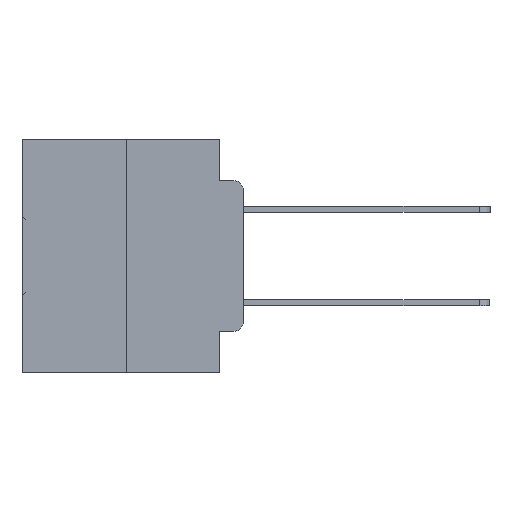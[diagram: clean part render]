
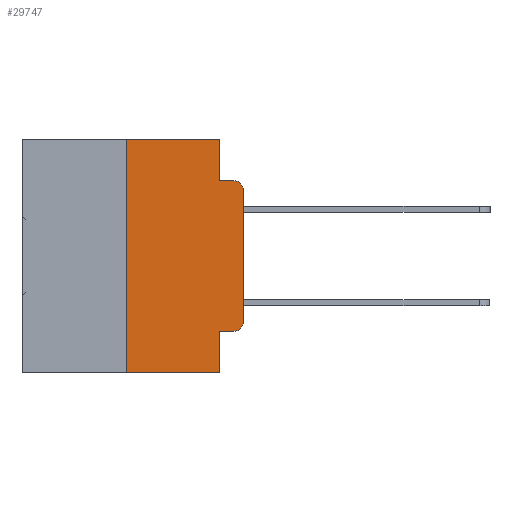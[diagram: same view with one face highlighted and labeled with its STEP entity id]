
A CAD part, left-side view. The second image highlights one B-rep face of the part: STEP entity #29747.
In plain terms, the highlighted planar face has unit normal (-1, 0, 0).
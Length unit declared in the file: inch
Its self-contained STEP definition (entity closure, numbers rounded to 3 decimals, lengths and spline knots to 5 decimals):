
#533 = DIRECTION ( 'NONE',  ( 0., -1., 0. ) ) ;
#1540 = VERTEX_POINT ( 'NONE', #28424 ) ;
#1553 = EDGE_CURVE ( 'NONE', #31748, #17216, #20400, .T. ) ;
#1831 = ORIENTED_EDGE ( 'NONE', *, *, #24523, .F. ) ;
#2058 = CIRCLE ( 'NONE', #32280, 0.02 ) ;
#2093 = EDGE_CURVE ( 'NONE', #3133, #1540, #9343, .T. ) ;
#2222 = CARTESIAN_POINT ( 'NONE',  ( 0., 0.051, 0. ) ) ;
#2433 = DIRECTION ( 'NONE',  ( -1., 0., 0. ) ) ;
#2810 = EDGE_LOOP ( 'NONE', ( #24862, #29451, #3861, #23011, #1831, #24600, #11917, #19267, #9869, #3462 ) ) ;
#3133 = VERTEX_POINT ( 'NONE', #8182 ) ;
#3462 = ORIENTED_EDGE ( 'NONE', *, *, #1553, .T. ) ;
#3861 = ORIENTED_EDGE ( 'NONE', *, *, #30300, .F. ) ;
#4233 = PLANE ( 'NONE',  #24569 ) ;
#4893 = LINE ( 'NONE', #13455, #31663 ) ;
#5747 = VECTOR ( 'NONE', #22186, 39.37008 ) ;
#6843 = DIRECTION ( 'NONE',  ( 1., 0., 0. ) ) ;
#7519 = CARTESIAN_POINT ( 'NONE',  ( 0., 0.25, 0. ) ) ;
#8182 = CARTESIAN_POINT ( 'NONE',  ( 0., 0.051, 0. ) ) ;
#9136 = CARTESIAN_POINT ( 'NONE',  ( 0., 0., -0.3915 ) ) ;
#9343 = LINE ( 'NONE', #2222, #15432 ) ;
#9647 = VECTOR ( 'NONE', #26579, 39.37008 ) ;
#9856 = FACE_OUTER_BOUND ( 'NONE', #2810, .T. ) ;
#9869 = ORIENTED_EDGE ( 'NONE', *, *, #30744, .T. ) ;
#11295 = LINE ( 'NONE', #26997, #17438 ) ;
#11917 = ORIENTED_EDGE ( 'NONE', *, *, #24220, .T. ) ;
#12824 = CARTESIAN_POINT ( 'NONE',  ( 0., 0.02, -0.4115 ) ) ;
#13455 = CARTESIAN_POINT ( 'NONE',  ( 0., 0.051, -0.4115 ) ) ;
#13907 = VERTEX_POINT ( 'NONE', #31801 ) ;
#14015 = DIRECTION ( 'NONE',  ( 0., 0., 1. ) ) ;
#15432 = VECTOR ( 'NONE', #28709, 39.37008 ) ;
#15851 = CARTESIAN_POINT ( 'NONE',  ( 0., 0.473, -0.5 ) ) ;
#16128 = CARTESIAN_POINT ( 'NONE',  ( 0., 0.25, 0. ) ) ;
#16471 = VERTEX_POINT ( 'NONE', #31820 ) ;
#17216 = VERTEX_POINT ( 'NONE', #9136 ) ;
#17438 = VECTOR ( 'NONE', #14015, 39.37008 ) ;
#17476 = VECTOR ( 'NONE', #19723, 39.37008 ) ;
#18008 = CARTESIAN_POINT ( 'NONE',  ( 0., 0.02, -0.1085 ) ) ;
#18431 = EDGE_CURVE ( 'NONE', #17216, #16471, #11295, .T. ) ;
#18513 = VERTEX_POINT ( 'NONE', #22140 ) ;
#19069 = LINE ( 'NONE', #32067, #24367 ) ;
#19267 = ORIENTED_EDGE ( 'NONE', *, *, #24924, .F. ) ;
#19553 = CARTESIAN_POINT ( 'NONE',  ( 0., 0.051, -0.0885 ) ) ;
#19620 = LINE ( 'NONE', #19553, #5747 ) ;
#19723 = DIRECTION ( 'NONE',  ( 0., -1., 0. ) ) ;
#20400 = CIRCLE ( 'NONE', #20712, 0.02 ) ;
#20597 = VERTEX_POINT ( 'NONE', #7519 ) ;
#20643 = DIRECTION ( 'NONE',  ( 0., 0., -1. ) ) ;
#20712 = AXIS2_PLACEMENT_3D ( 'NONE', #27991, #21518, #29392 ) ;
#21518 = DIRECTION ( 'NONE',  ( -1., 0., 0. ) ) ;
#22140 = CARTESIAN_POINT ( 'NONE',  ( 0., 0.051, -0.4115 ) ) ;
#22186 = DIRECTION ( 'NONE',  ( 0., -1., 0. ) ) ;
#22469 = CARTESIAN_POINT ( 'NONE',  ( 0., 0.473, 0. ) ) ;
#23011 = ORIENTED_EDGE ( 'NONE', *, *, #2093, .F. ) ;
#23723 = DIRECTION ( 'NONE',  ( 0., -1., 0. ) ) ;
#24220 = EDGE_CURVE ( 'NONE', #25690, #13907, #33188, .T. ) ;
#24367 = VECTOR ( 'NONE', #24374, 39.37008 ) ;
#24374 = DIRECTION ( 'NONE',  ( 0., 0., -1. ) ) ;
#24523 = EDGE_CURVE ( 'NONE', #20597, #3133, #31196, .T. ) ;
#24569 = AXIS2_PLACEMENT_3D ( 'NONE', #22469, #6843, #25053 ) ;
#24600 = ORIENTED_EDGE ( 'NONE', *, *, #25435, .F. ) ;
#24862 = ORIENTED_EDGE ( 'NONE', *, *, #18431, .T. ) ;
#24924 = EDGE_CURVE ( 'NONE', #18513, #13907, #19069, .T. ) ;
#25053 = DIRECTION ( 'NONE',  ( 0., 0., -1. ) ) ;
#25435 = EDGE_CURVE ( 'NONE', #25690, #20597, #30343, .T. ) ;
#25690 = VERTEX_POINT ( 'NONE', #30138 ) ;
#26579 = DIRECTION ( 'NONE',  ( 0., 0., 1. ) ) ;
#26981 = CARTESIAN_POINT ( 'NONE',  ( 0., 0.02, -0.0885 ) ) ;
#26997 = CARTESIAN_POINT ( 'NONE',  ( 0., 0., 0. ) ) ;
#27440 = CARTESIAN_POINT ( 'NONE',  ( 0., 0.473, 0. ) ) ;
#27991 = CARTESIAN_POINT ( 'NONE',  ( 0., 0.02, -0.3915 ) ) ;
#28424 = CARTESIAN_POINT ( 'NONE',  ( 0., 0.051, -0.0885 ) ) ;
#28709 = DIRECTION ( 'NONE',  ( 0., 0., -1. ) ) ;
#29392 = DIRECTION ( 'NONE',  ( 0., 0., -1. ) ) ;
#29451 = ORIENTED_EDGE ( 'NONE', *, *, #31113, .T. ) ;
#29610 = VERTEX_POINT ( 'NONE', #26981 ) ;
#29747 = ADVANCED_FACE ( 'NONE', ( #9856 ), #4233, .F. ) ;
#30138 = CARTESIAN_POINT ( 'NONE',  ( 0., 0.25, -0.5 ) ) ;
#30300 = EDGE_CURVE ( 'NONE', #1540, #29610, #19620, .T. ) ;
#30343 = LINE ( 'NONE', #16128, #9647 ) ;
#30744 = EDGE_CURVE ( 'NONE', #18513, #31748, #4893, .T. ) ;
#31113 = EDGE_CURVE ( 'NONE', #16471, #29610, #2058, .T. ) ;
#31196 = LINE ( 'NONE', #27440, #17476 ) ;
#31663 = VECTOR ( 'NONE', #533, 39.37008 ) ;
#31748 = VERTEX_POINT ( 'NONE', #12824 ) ;
#31801 = CARTESIAN_POINT ( 'NONE',  ( 0., 0.051, -0.5 ) ) ;
#31820 = CARTESIAN_POINT ( 'NONE',  ( 0., 0., -0.1085 ) ) ;
#32067 = CARTESIAN_POINT ( 'NONE',  ( 0., 0.051, 0. ) ) ;
#32280 = AXIS2_PLACEMENT_3D ( 'NONE', #18008, #2433, #20643 ) ;
#32408 = VECTOR ( 'NONE', #23723, 39.37008 ) ;
#33188 = LINE ( 'NONE', #15851, #32408 ) ;
